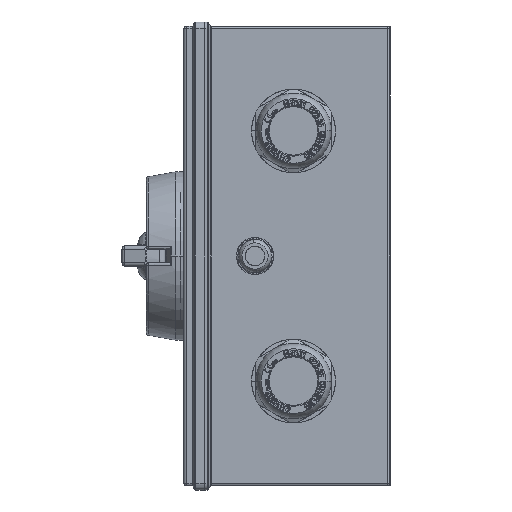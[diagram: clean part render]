
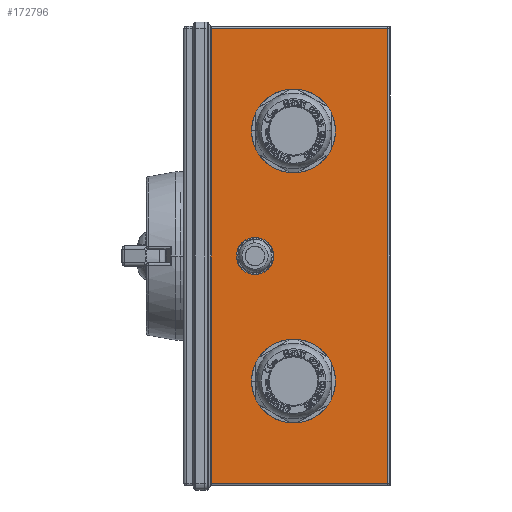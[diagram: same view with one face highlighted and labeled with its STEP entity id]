
A CAD part, left-side view. The second image highlights one B-rep face of the part: STEP entity #172796.
In plain terms, the highlighted planar face has unit normal (-1, 0, 0).
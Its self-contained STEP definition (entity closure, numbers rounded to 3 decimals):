
#789 = EDGE_CURVE ( 'NONE', #99917, #51997, #28385, .T. ) ;
#3619 = CIRCLE ( 'NONE', #171558, 25. ) ;
#5691 = CARTESIAN_POINT ( 'NONE',  ( -167.25, -64.8, 91. ) ) ;
#8972 = CARTESIAN_POINT ( 'NONE',  ( -167.25, -64.8, -66. ) ) ;
#9876 = AXIS2_PLACEMENT_3D ( 'NONE', #68211, #131757, #20316 ) ;
#10285 = EDGE_CURVE ( 'NONE', #28843, #96940, #17637, .T. ) ;
#10714 = DIRECTION ( 'NONE',  ( -1., 0., 0. ) ) ;
#11667 = ORIENTED_EDGE ( 'NONE', *, *, #10285, .F. ) ;
#13982 = EDGE_CURVE ( 'NONE', #117611, #16065, #3619, .T. ) ;
#15533 = CARTESIAN_POINT ( 'NONE',  ( -167.25, -134.8, -165.45 ) ) ;
#16065 = VERTEX_POINT ( 'NONE', #8972 ) ;
#17637 = CIRCLE ( 'NONE', #112234, 10. ) ;
#19589 = EDGE_CURVE ( 'NONE', #116823, #99249, #172551, .T. ) ;
#19716 = CARTESIAN_POINT ( 'NONE',  ( -167.25, -133.3, -165.45 ) ) ;
#20316 = DIRECTION ( 'NONE',  ( 0., 0., 1. ) ) ;
#22242 = VECTOR ( 'NONE', #159821, 1000. ) ;
#23557 = DIRECTION ( 'NONE',  ( 0., 0., -1. ) ) ;
#23671 = AXIS2_PLACEMENT_3D ( 'NONE', #5691, #36607, #23557 ) ;
#26050 = VERTEX_POINT ( 'NONE', #101009 ) ;
#28385 = LINE ( 'NONE', #81915, #189801 ) ;
#28843 = VERTEX_POINT ( 'NONE', #72953 ) ;
#33067 = EDGE_LOOP ( 'NONE', ( #11667, #124170 ) ) ;
#34888 = CARTESIAN_POINT ( 'NONE',  ( -167.25, -4.994, 165.45 ) ) ;
#35419 = DIRECTION ( 'NONE',  ( -1., 0., 0. ) ) ;
#36607 = DIRECTION ( 'NONE',  ( -1., 0., 0. ) ) ;
#43969 = ORIENTED_EDGE ( 'NONE', *, *, #114537, .F. ) ;
#51997 = VERTEX_POINT ( 'NONE', #34888 ) ;
#53285 = FACE_BOUND ( 'NONE', #33067, .T. ) ;
#55648 = FACE_BOUND ( 'NONE', #136300, .T. ) ;
#59933 = ORIENTED_EDGE ( 'NONE', *, *, #789, .T. ) ;
#68211 = CARTESIAN_POINT ( 'NONE',  ( -167.25, -134.8, -167.25 ) ) ;
#71680 = ORIENTED_EDGE ( 'NONE', *, *, #85417, .T. ) ;
#72953 = CARTESIAN_POINT ( 'NONE',  ( -167.25, -36.8, 10. ) ) ;
#73406 = ORIENTED_EDGE ( 'NONE', *, *, #13982, .F. ) ;
#78851 = CIRCLE ( 'NONE', #96073, 25. ) ;
#81807 = CARTESIAN_POINT ( 'NONE',  ( -167.25, -133.3, 165.45 ) ) ;
#81915 = CARTESIAN_POINT ( 'NONE',  ( -167.25, -134.8, 165.45 ) ) ;
#82154 = ORIENTED_EDGE ( 'NONE', *, *, #182910, .T. ) ;
#82526 = FACE_BOUND ( 'NONE', #175249, .T. ) ;
#82895 = LINE ( 'NONE', #15533, #136668 ) ;
#85417 = EDGE_CURVE ( 'NONE', #51997, #26050, #95614, .T. ) ;
#89508 = DIRECTION ( 'NONE',  ( 0., 0., -1. ) ) ;
#95614 = LINE ( 'NONE', #126972, #22242 ) ;
#96073 = AXIS2_PLACEMENT_3D ( 'NONE', #198129, #10714, #151659 ) ;
#96273 = DIRECTION ( 'NONE',  ( 0., 1., 0. ) ) ;
#96940 = VERTEX_POINT ( 'NONE', #162076 ) ;
#98778 = LINE ( 'NONE', #81807, #169888 ) ;
#99249 = VERTEX_POINT ( 'NONE', #161791 ) ;
#99917 = VERTEX_POINT ( 'NONE', #113467 ) ;
#101009 = CARTESIAN_POINT ( 'NONE',  ( -167.25, -4.994, -165.45 ) ) ;
#108948 = CARTESIAN_POINT ( 'NONE',  ( -167.25, -64.8, -116. ) ) ;
#109875 = ORIENTED_EDGE ( 'NONE', *, *, #200907, .T. ) ;
#112234 = AXIS2_PLACEMENT_3D ( 'NONE', #188026, #123141, #170310 ) ;
#113308 = ORIENTED_EDGE ( 'NONE', *, *, #184640, .F. ) ;
#113340 = PLANE ( 'NONE',  #9876 ) ;
#113467 = CARTESIAN_POINT ( 'NONE',  ( -167.25, -133.3, 165.45 ) ) ;
#114537 = EDGE_CURVE ( 'NONE', #99249, #116823, #118166, .T. ) ;
#116823 = VERTEX_POINT ( 'NONE', #186353 ) ;
#117611 = VERTEX_POINT ( 'NONE', #108948 ) ;
#118166 = CIRCLE ( 'NONE', #23671, 25. ) ;
#123141 = DIRECTION ( 'NONE',  ( -1., 0., 0. ) ) ;
#124170 = ORIENTED_EDGE ( 'NONE', *, *, #140942, .F. ) ;
#124936 = DIRECTION ( 'NONE',  ( 0., -1., 0. ) ) ;
#126972 = CARTESIAN_POINT ( 'NONE',  ( -167.25, -4.994, -167.25 ) ) ;
#127431 = EDGE_LOOP ( 'NONE', ( #109875, #82154, #59933, #71680 ) ) ;
#131757 = DIRECTION ( 'NONE',  ( -1., 0., 0. ) ) ;
#136300 = EDGE_LOOP ( 'NONE', ( #190063, #43969 ) ) ;
#136488 = FACE_OUTER_BOUND ( 'NONE', #127431, .T. ) ;
#136668 = VECTOR ( 'NONE', #124936, 1000. ) ;
#137389 = CARTESIAN_POINT ( 'NONE',  ( -167.25, -64.8, 91. ) ) ;
#140942 = EDGE_CURVE ( 'NONE', #96940, #28843, #159586, .T. ) ;
#141327 = CARTESIAN_POINT ( 'NONE',  ( -167.25, -36.8, 0. ) ) ;
#144830 = DIRECTION ( 'NONE',  ( 0., 0., 1. ) ) ;
#151659 = DIRECTION ( 'NONE',  ( 0., 0., 1. ) ) ;
#155720 = DIRECTION ( 'NONE',  ( -1., 0., 0. ) ) ;
#159586 = CIRCLE ( 'NONE', #159611, 10. ) ;
#159611 = AXIS2_PLACEMENT_3D ( 'NONE', #141327, #155720, #188515 ) ;
#159821 = DIRECTION ( 'NONE',  ( 0., 0., -1. ) ) ;
#159874 = CARTESIAN_POINT ( 'NONE',  ( -167.25, -64.8, -91. ) ) ;
#161791 = CARTESIAN_POINT ( 'NONE',  ( -167.25, -64.8, 66. ) ) ;
#162076 = CARTESIAN_POINT ( 'NONE',  ( -167.25, -36.8, -10. ) ) ;
#162845 = AXIS2_PLACEMENT_3D ( 'NONE', #137389, #183210, #89508 ) ;
#164048 = VERTEX_POINT ( 'NONE', #19716 ) ;
#169888 = VECTOR ( 'NONE', #192475, 1000. ) ;
#170310 = DIRECTION ( 'NONE',  ( 0., 0., 1. ) ) ;
#171558 = AXIS2_PLACEMENT_3D ( 'NONE', #159874, #35419, #144830 ) ;
#172551 = CIRCLE ( 'NONE', #162845, 25. ) ;
#172796 = ADVANCED_FACE ( 'NONE', ( #55648, #82526, #53285, #136488 ), #113340, .T. ) ;
#175249 = EDGE_LOOP ( 'NONE', ( #113308, #73406 ) ) ;
#182910 = EDGE_CURVE ( 'NONE', #164048, #99917, #98778, .T. ) ;
#183210 = DIRECTION ( 'NONE',  ( -1., 0., 0. ) ) ;
#184640 = EDGE_CURVE ( 'NONE', #16065, #117611, #78851, .T. ) ;
#186353 = CARTESIAN_POINT ( 'NONE',  ( -167.25, -64.8, 116. ) ) ;
#188026 = CARTESIAN_POINT ( 'NONE',  ( -167.25, -36.8, 0. ) ) ;
#188515 = DIRECTION ( 'NONE',  ( 0., 0., 1. ) ) ;
#189801 = VECTOR ( 'NONE', #96273, 1000. ) ;
#190063 = ORIENTED_EDGE ( 'NONE', *, *, #19589, .F. ) ;
#192475 = DIRECTION ( 'NONE',  ( 0., 0., 1. ) ) ;
#198129 = CARTESIAN_POINT ( 'NONE',  ( -167.25, -64.8, -91. ) ) ;
#200907 = EDGE_CURVE ( 'NONE', #26050, #164048, #82895, .T. ) ;
